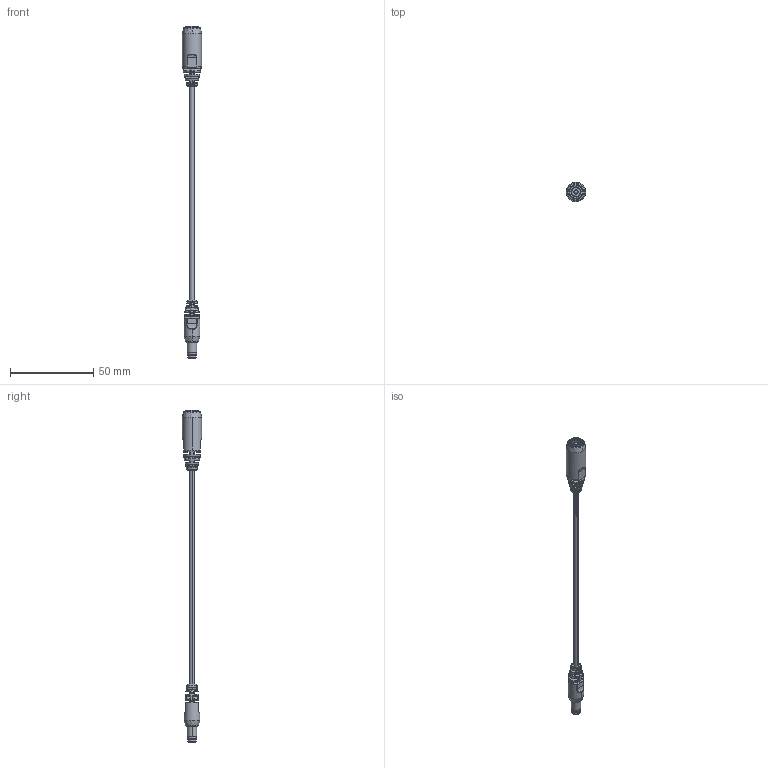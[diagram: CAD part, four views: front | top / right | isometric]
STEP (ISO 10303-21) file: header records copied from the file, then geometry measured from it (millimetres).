
FILE_DESCRIPTION (( 'STEP AP203' ), '1' );
FILE_NAME ('10-03935.STEP', '2021-04-19T22:40:10', ( '' ), ( '' ), 'SwSTEP 2.0', 'SolidWorks 2021', '' );
FILE_SCHEMA (( 'CONFIG_CONTROL_DESIGN' ));
Length unit declared in the file: millimetre
Products named in the file (13): 24-00357; 50-00129_9.5 mm barrel length; 10-03935; 50-00027 insulator; 50-00027; 50-00129 contact; 24-00359; 50-00027 contact; 50-00129 insulator; 50-00027 shell; 50-00027 pin; 30-00338_blunt cut; 50-00129 shell
Assembly tree (12 placements, depth 3):
  10-03935
    30-00338_blunt cut
    24-00357
    24-00359
    50-00129_9.5 mm barrel length
      50-00129 contact
      50-00129 insulator
      50-00129 shell
    50-00027
      50-00027 shell
      50-00027 insulator
      50-00027 pin
      50-00027 contact
Bounding box: 11.5 x 11.5 x 199 mm (x, y, z)
Volume: 4960.3 mm3; surface area: 13957.6 mm2
Topology: 94 solids, 94 shells, 965 faces, 2074 edges, 1305 vertices
Faces by surface type: plane 343, cylinder 337, bspline 179, torus 89, cone 17
Entity records: 34657 total; most frequent: CARTESIAN_POINT 13172, ORIENTED_EDGE 4144, DIRECTION 4139, EDGE_CURVE 2072, AXIS2_PLACEMENT_3D 1768, VERTEX_POINT 1305, EDGE_LOOP 1011, CIRCLE 965
